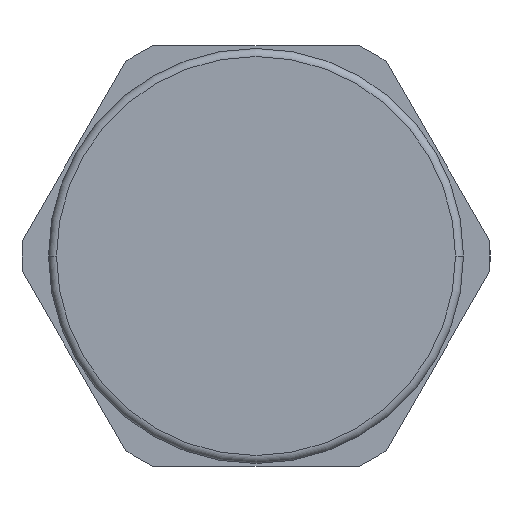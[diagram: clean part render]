
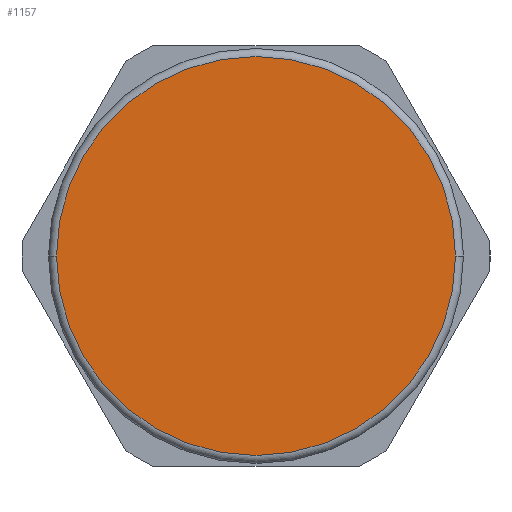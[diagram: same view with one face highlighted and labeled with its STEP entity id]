
A CAD part, left-side view. The second image highlights one B-rep face of the part: STEP entity #1157.
In plain terms, the highlighted planar face has unit normal (-1, 0, 0).
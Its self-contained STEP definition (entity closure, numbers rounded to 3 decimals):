
#42 = DIRECTION ( 'NONE',  ( 1., 0., 0. ) ) ;
#117 = CARTESIAN_POINT ( 'NONE',  ( 0., 0., 0. ) ) ;
#152 = ORIENTED_EDGE ( 'NONE', *, *, #1070, .T. ) ;
#299 = AXIS2_PLACEMENT_3D ( 'NONE', #740, #42, #1284 ) ;
#333 = FACE_OUTER_BOUND ( 'NONE', #848, .T. ) ;
#352 = CIRCLE ( 'NONE', #1584, 3.75 ) ;
#672 = CARTESIAN_POINT ( 'NONE',  ( 0., 3.75, 0. ) ) ;
#740 = CARTESIAN_POINT ( 'NONE',  ( 0., 0., 0. ) ) ;
#808 = VERTEX_POINT ( 'NONE', #672 ) ;
#827 = AXIS2_PLACEMENT_3D ( 'NONE', #949, #859, #1549 ) ;
#848 = EDGE_LOOP ( 'NONE', ( #1168, #152 ) ) ;
#859 = DIRECTION ( 'NONE',  ( -1., 0., 0. ) ) ;
#896 = EDGE_CURVE ( 'NONE', #808, #1378, #1077, .T. ) ;
#949 = CARTESIAN_POINT ( 'NONE',  ( 0., 0., 0. ) ) ;
#964 = PLANE ( 'NONE',  #299 ) ;
#1070 = EDGE_CURVE ( 'NONE', #1378, #808, #352, .T. ) ;
#1077 = CIRCLE ( 'NONE', #827, 3.75 ) ;
#1157 = ADVANCED_FACE ( 'NONE', ( #333 ), #964, .F. ) ;
#1165 = DIRECTION ( 'NONE',  ( -1., 0., 0. ) ) ;
#1168 = ORIENTED_EDGE ( 'NONE', *, *, #896, .T. ) ;
#1284 = DIRECTION ( 'NONE',  ( 0., 1., 0. ) ) ;
#1325 = CARTESIAN_POINT ( 'NONE',  ( 0., -3.75, 0. ) ) ;
#1378 = VERTEX_POINT ( 'NONE', #1325 ) ;
#1549 = DIRECTION ( 'NONE',  ( 0., 1., 0. ) ) ;
#1584 = AXIS2_PLACEMENT_3D ( 'NONE', #117, #1165, #1705 ) ;
#1705 = DIRECTION ( 'NONE',  ( 0., -1., 0. ) ) ;
